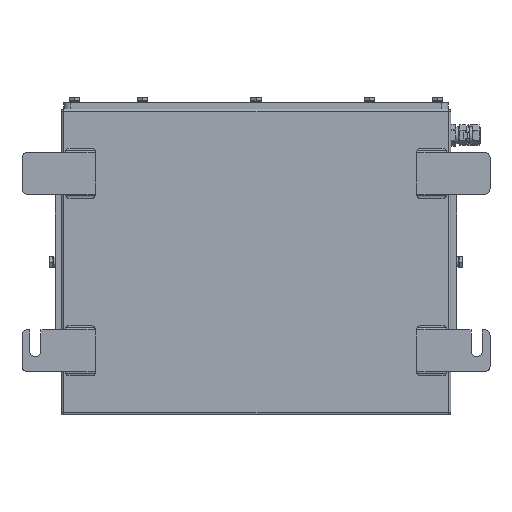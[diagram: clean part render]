
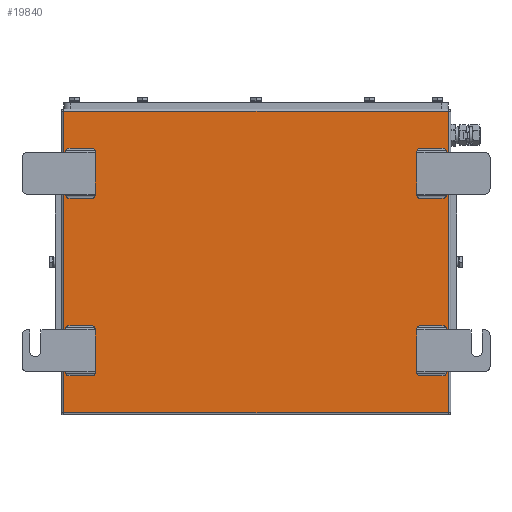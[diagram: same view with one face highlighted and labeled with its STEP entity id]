
A CAD part, front view. The second image highlights one B-rep face of the part: STEP entity #19840.
In plain terms, the highlighted planar face has unit normal (0, -1, 0).
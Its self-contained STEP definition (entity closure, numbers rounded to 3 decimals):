
#554=FACE_BOUND('',#3419,.T.);
#555=FACE_BOUND('',#3420,.T.);
#556=FACE_BOUND('',#3421,.T.);
#557=FACE_BOUND('',#3422,.T.);
#558=FACE_BOUND('',#3423,.T.);
#559=FACE_BOUND('',#3424,.T.);
#560=FACE_BOUND('',#3425,.T.);
#561=FACE_BOUND('',#3426,.T.);
#1001=PLANE('',#21688);
#2214=FACE_OUTER_BOUND('',#3418,.T.);
#3418=EDGE_LOOP('',(#16020,#16021,#16022,#16023));
#3419=EDGE_LOOP('',(#16024,#16025));
#3420=EDGE_LOOP('',(#16026,#16027));
#3421=EDGE_LOOP('',(#16028,#16029));
#3422=EDGE_LOOP('',(#16030,#16031));
#3423=EDGE_LOOP('',(#16032,#16033));
#3424=EDGE_LOOP('',(#16034,#16035));
#3425=EDGE_LOOP('',(#16036,#16037));
#3426=EDGE_LOOP('',(#16038,#16039));
#4768=LINE('',#28356,#6165);
#4780=LINE('',#28824,#6177);
#5647=LINE('',#33539,#7044);
#5648=LINE('',#33541,#7045);
#5649=LINE('',#33544,#7046);
#5650=LINE('',#33547,#7047);
#5651=LINE('',#33550,#7048);
#5652=LINE('',#33553,#7049);
#5653=LINE('',#33556,#7050);
#5654=LINE('',#33559,#7051);
#5655=LINE('',#33562,#7052);
#5656=LINE('',#33565,#7053);
#6165=VECTOR('',#22584,10.);
#6177=VECTOR('',#22648,10.);
#7044=VECTOR('',#26101,10.);
#7045=VECTOR('',#26104,10.);
#7046=VECTOR('',#26105,10.);
#7047=VECTOR('',#26106,10.);
#7048=VECTOR('',#26107,10.);
#7049=VECTOR('',#26108,10.);
#7050=VECTOR('',#26109,10.);
#7051=VECTOR('',#26110,10.);
#7052=VECTOR('',#26111,10.);
#7053=VECTOR('',#26112,10.);
#7721=VERTEX_POINT('',#28346);
#7723=VERTEX_POINT('',#28352);
#7743=VERTEX_POINT('',#28814);
#7745=VERTEX_POINT('',#28820);
#8810=VERTEX_POINT('',#33542);
#8811=VERTEX_POINT('',#33543);
#8812=VERTEX_POINT('',#33545);
#8813=VERTEX_POINT('',#33546);
#8814=VERTEX_POINT('',#33548);
#8815=VERTEX_POINT('',#33549);
#8816=VERTEX_POINT('',#33551);
#8817=VERTEX_POINT('',#33552);
#8818=VERTEX_POINT('',#33554);
#8819=VERTEX_POINT('',#33555);
#8820=VERTEX_POINT('',#33557);
#8821=VERTEX_POINT('',#33558);
#8822=VERTEX_POINT('',#33560);
#8823=VERTEX_POINT('',#33561);
#8824=VERTEX_POINT('',#33563);
#8825=VERTEX_POINT('',#33564);
#9496=EDGE_CURVE('',#7721,#7723,#4768,.T.);
#9538=EDGE_CURVE('',#7743,#7745,#4780,.T.);
#11318=EDGE_CURVE('',#7721,#7745,#5647,.T.);
#11319=EDGE_CURVE('',#7743,#7723,#5648,.T.);
#11320=EDGE_CURVE('',#8810,#8811,#5649,.T.);
#11321=EDGE_CURVE('',#8812,#8813,#5650,.T.);
#11322=EDGE_CURVE('',#8814,#8815,#5651,.T.);
#11323=EDGE_CURVE('',#8816,#8817,#5652,.T.);
#11324=EDGE_CURVE('',#8818,#8819,#5653,.T.);
#11325=EDGE_CURVE('',#8820,#8821,#5654,.T.);
#11326=EDGE_CURVE('',#8822,#8823,#5655,.T.);
#11327=EDGE_CURVE('',#8824,#8825,#5656,.T.);
#16020=ORIENTED_EDGE('',*,*,#11319,.T.);
#16021=ORIENTED_EDGE('',*,*,#9496,.F.);
#16022=ORIENTED_EDGE('',*,*,#11318,.T.);
#16023=ORIENTED_EDGE('',*,*,#9538,.F.);
#16024=ORIENTED_EDGE('',*,*,#11320,.T.);
#16025=ORIENTED_EDGE('',*,*,#11320,.F.);
#16026=ORIENTED_EDGE('',*,*,#11321,.T.);
#16027=ORIENTED_EDGE('',*,*,#11321,.F.);
#16028=ORIENTED_EDGE('',*,*,#11322,.T.);
#16029=ORIENTED_EDGE('',*,*,#11322,.F.);
#16030=ORIENTED_EDGE('',*,*,#11323,.T.);
#16031=ORIENTED_EDGE('',*,*,#11323,.F.);
#16032=ORIENTED_EDGE('',*,*,#11324,.T.);
#16033=ORIENTED_EDGE('',*,*,#11324,.F.);
#16034=ORIENTED_EDGE('',*,*,#11325,.T.);
#16035=ORIENTED_EDGE('',*,*,#11325,.F.);
#16036=ORIENTED_EDGE('',*,*,#11326,.T.);
#16037=ORIENTED_EDGE('',*,*,#11326,.F.);
#16038=ORIENTED_EDGE('',*,*,#11327,.T.);
#16039=ORIENTED_EDGE('',*,*,#11327,.F.);
#19840=ADVANCED_FACE('',(#2214,#554,#555,#556,#557,#558,#559,#560,#561),
#1001,.F.);
#21688=AXIS2_PLACEMENT_3D('',#33540,#26102,#26103);
#22584=DIRECTION('',(-1.,0.,0.));
#22648=DIRECTION('',(1.,0.,0.));
#26101=DIRECTION('',(0.,0.,1.));
#26102=DIRECTION('center_axis',(0.,1.,0.));
#26103=DIRECTION('ref_axis',(-1.,0.,0.));
#26104=DIRECTION('',(0.,0.,-1.));
#26105=DIRECTION('',(-1.,0.,0.));
#26106=DIRECTION('',(1.,0.,0.));
#26107=DIRECTION('',(1.,0.,0.));
#26108=DIRECTION('',(-1.,0.,0.));
#26109=DIRECTION('',(-1.,0.,0.));
#26110=DIRECTION('',(1.,0.,0.));
#26111=DIRECTION('',(1.,0.,0.));
#26112=DIRECTION('',(-1.,0.,0.));
#28346=CARTESIAN_POINT('',(184.1,0.,-144.5));
#28352=CARTESIAN_POINT('',(-184.1,0.,-144.5));
#28356=CARTESIAN_POINT('',(-92.05,0.,-144.5));
#28814=CARTESIAN_POINT('',(-184.1,0.,144.5));
#28820=CARTESIAN_POINT('',(184.1,0.,144.5));
#28824=CARTESIAN_POINT('',(-92.05,0.,144.5));
#33539=CARTESIAN_POINT('',(184.1,0.,-72.05));
#33540=CARTESIAN_POINT('Origin',(0.,0.,
0.));
#33541=CARTESIAN_POINT('',(-184.1,0.,72.05));
#33542=CARTESIAN_POINT('',(179.2,0.,-109.));
#33543=CARTESIAN_POINT('',(157.2,0.,-109.));
#33544=CARTESIAN_POINT('',(77.1,0.,-109.));
#33545=CARTESIAN_POINT('',(157.2,0.,-61.));
#33546=CARTESIAN_POINT('',(179.2,0.,-61.));
#33547=CARTESIAN_POINT('',(77.1,0.,-61.));
#33548=CARTESIAN_POINT('',(-179.2,0.,-61.));
#33549=CARTESIAN_POINT('',(-157.2,0.,-61.));
#33550=CARTESIAN_POINT('',(-91.1,0.,-61.));
#33551=CARTESIAN_POINT('',(-157.2,0.,-109.));
#33552=CARTESIAN_POINT('',(-179.2,0.,-109.));
#33553=CARTESIAN_POINT('',(-91.1,0.,-109.));
#33554=CARTESIAN_POINT('',(-157.2,0.,61.));
#33555=CARTESIAN_POINT('',(-179.2,0.,61.));
#33556=CARTESIAN_POINT('',(-77.1,0.,61.));
#33557=CARTESIAN_POINT('',(-179.2,0.,109.));
#33558=CARTESIAN_POINT('',(-157.2,0.,109.));
#33559=CARTESIAN_POINT('',(-77.1,0.,109.));
#33560=CARTESIAN_POINT('',(157.2,0.,109.));
#33561=CARTESIAN_POINT('',(179.2,0.,109.));
#33562=CARTESIAN_POINT('',(77.1,0.,109.));
#33563=CARTESIAN_POINT('',(179.2,0.,61.));
#33564=CARTESIAN_POINT('',(157.2,0.,61.));
#33565=CARTESIAN_POINT('',(77.1,0.,61.));
